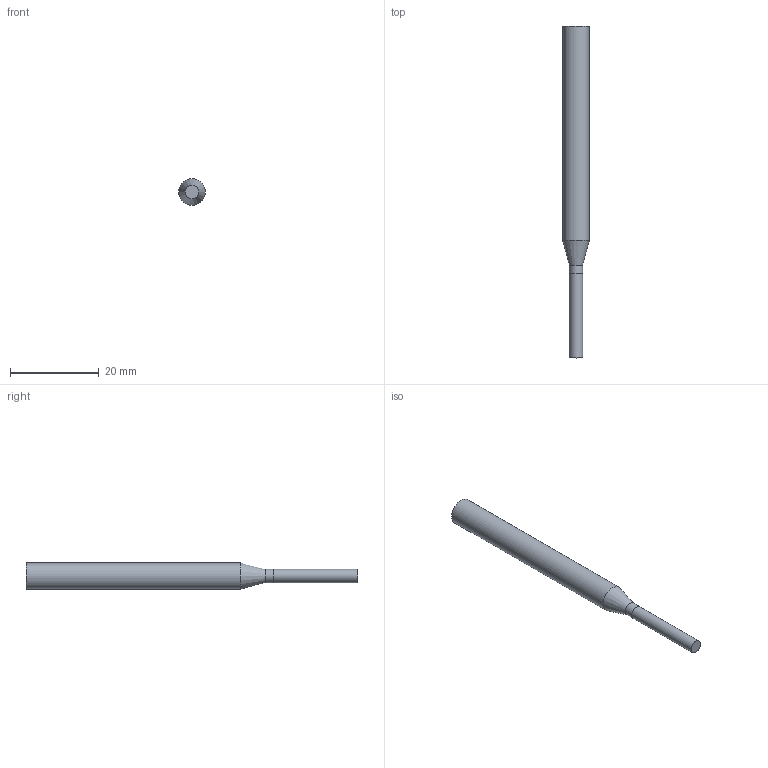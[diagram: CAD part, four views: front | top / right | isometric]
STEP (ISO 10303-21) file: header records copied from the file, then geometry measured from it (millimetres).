
FILE_DESCRIPTION((''),'2;1');
FILE_NAME('G51 0300 075 06.stp','2020-06-25T14:27:40',(''),(''),'STEP Write','Mastercam 2019 ... CNC Software, Inc.','');
FILE_SCHEMA(('AUTOMOTIVE_DESIGN'));
Length unit declared in the file: millimetre
Products named in the file (1): None
Bounding box: 6 x 75 x 6 mm (x, y, z)
Volume: 1609.3 mm3; surface area: 1227.6 mm2
Topology: 1 solids, 1 shells, 6 faces, 16 edges, 19 vertices
Faces by surface type: cylinder 3, plane 2, cone 1
Full cylindrical faces by diameter (mm): 3 x2, 6 x1
Entity records: 209 total; most frequent: DIRECTION 33, CARTESIAN_POINT 32, STYLED_ITEM 15, AXIS2_PLACEMENT_3D 13, ORIENTED_EDGE 10, EDGE_LOOP 10, VECTOR 7, LINE 7
